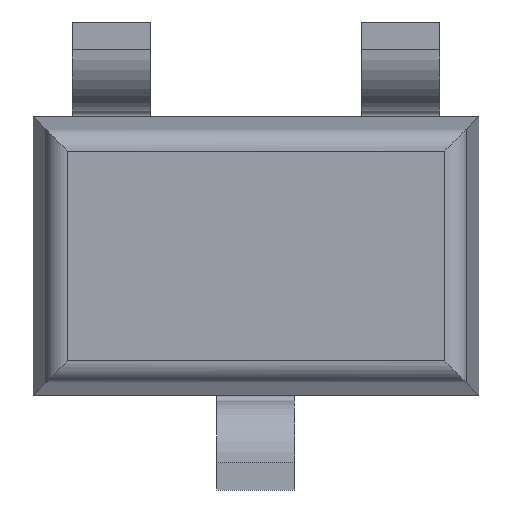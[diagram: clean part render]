
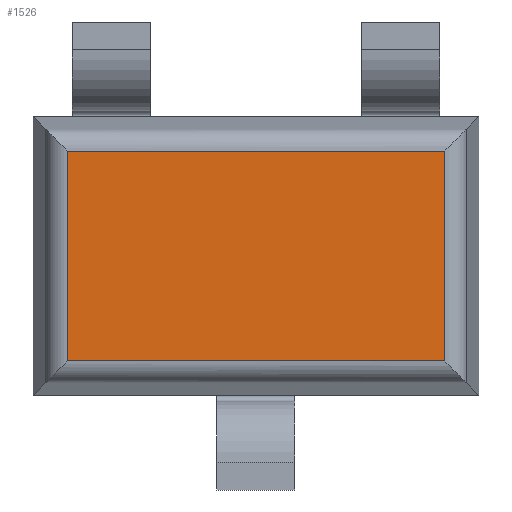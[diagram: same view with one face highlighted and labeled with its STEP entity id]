
A CAD part, front view. The second image highlights one B-rep face of the part: STEP entity #1526.
In plain terms, the highlighted planar face has unit normal (0, -1, 0).
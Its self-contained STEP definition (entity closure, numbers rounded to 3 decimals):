
#1487 = CARTESIAN_POINT ( 'NONE',  ( 0.846, 0., -0.471 ) ) ;
#1488 = VERTEX_POINT ( 'NONE', #1487 ) ;
#1489 = CARTESIAN_POINT ( 'NONE',  ( 0.846, 0., 0.471 ) ) ;
#1490 = VERTEX_POINT ( 'NONE', #1489 ) ;
#1491 = CARTESIAN_POINT ( 'NONE',  ( 0.846, 0., 0. ) ) ;
#1492 = DIRECTION ( 'NONE',  ( 0., 0., 1. ) ) ;
#1493 = VECTOR ( 'NONE', #1492, 1000. ) ;
#1494 = LINE ( 'NONE', #1491, #1493 ) ;
#1495 = EDGE_CURVE ( 'NONE', #1488, #1490, #1494, .T. ) ;
#1496 = ORIENTED_EDGE ( 'NONE', *, *, #1495, .T. ) ;
#1497 = CARTESIAN_POINT ( 'NONE',  ( -0.846, 0., 0.471 ) ) ;
#1498 = VERTEX_POINT ( 'NONE', #1497 ) ;
#1499 = CARTESIAN_POINT ( 'NONE',  ( 0., 0., 0.471 ) ) ;
#1500 = DIRECTION ( 'NONE',  ( -1., 0., 0. ) ) ;
#1501 = VECTOR ( 'NONE', #1500, 1000. ) ;
#1502 = LINE ( 'NONE', #1499, #1501 ) ;
#1503 = EDGE_CURVE ( 'NONE', #1490, #1498, #1502, .T. ) ;
#1504 = ORIENTED_EDGE ( 'NONE', *, *, #1503, .T. ) ;
#1505 = CARTESIAN_POINT ( 'NONE',  ( -0.846, 0., -0.471 ) ) ;
#1506 = VERTEX_POINT ( 'NONE', #1505 ) ;
#1507 = CARTESIAN_POINT ( 'NONE',  ( -0.846, 0., 0. ) ) ;
#1508 = DIRECTION ( 'NONE',  ( 0., 0., -1. ) ) ;
#1509 = VECTOR ( 'NONE', #1508, 1000. ) ;
#1510 = LINE ( 'NONE', #1507, #1509 ) ;
#1511 = EDGE_CURVE ( 'NONE', #1498, #1506, #1510, .T. ) ;
#1512 = ORIENTED_EDGE ( 'NONE', *, *, #1511, .T. ) ;
#1513 = CARTESIAN_POINT ( 'NONE',  ( 0., 0., -0.471 ) ) ;
#1514 = DIRECTION ( 'NONE',  ( 1., 0., 0. ) ) ;
#1515 = VECTOR ( 'NONE', #1514, 1000. ) ;
#1516 = LINE ( 'NONE', #1513, #1515 ) ;
#1517 = EDGE_CURVE ( 'NONE', #1506, #1488, #1516, .T. ) ;
#1518 = ORIENTED_EDGE ( 'NONE', *, *, #1517, .T. ) ;
#1519 = EDGE_LOOP ( 'NONE', ( #1496, #1504, #1512, #1518 ) ) ;
#1520 = FACE_OUTER_BOUND ( 'NONE', #1519, .T. ) ;
#1521 = CARTESIAN_POINT ( 'NONE',  ( 0., 0., 0. ) ) ;
#1522 = DIRECTION ( 'NONE',  ( 0., -1., 0. ) ) ;
#1523 = DIRECTION ( 'NONE',  ( 0., 0., -1. ) ) ;
#1524 = AXIS2_PLACEMENT_3D ( 'NONE', #1521, #1522, #1523 ) ;
#1525 = PLANE ( 'NONE', #1524 ) ;
#1526 = ADVANCED_FACE ( 'NONE', ( #1520 ), #1525, .T. ) ;
